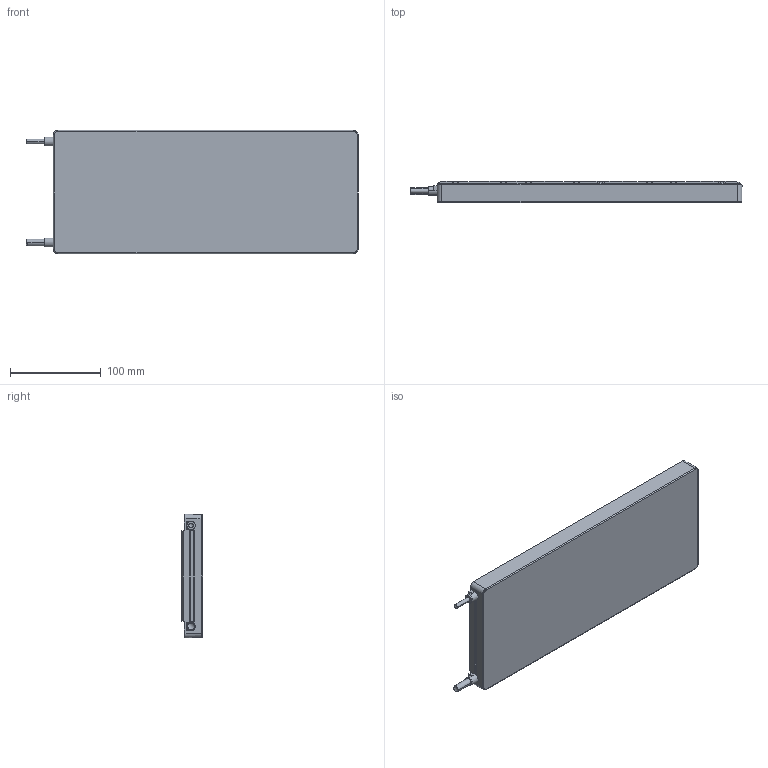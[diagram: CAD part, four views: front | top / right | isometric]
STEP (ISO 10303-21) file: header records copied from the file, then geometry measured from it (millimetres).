
FILE_DESCRIPTION((''),'2;1');
FILE_NAME('LMG20-100','2016-12-20T',('ch5526'),(''),'PRO/ENGINEER BY PARAMETRIC TECHNOLOGY CORPORATION, 2014000','PRO/ENGINEER BY PARAMETRIC TECHNOLOGY CORPORATION, 2014000','');
FILE_SCHEMA(('CONFIG_CONTROL_DESIGN'));
Length unit declared in the file: millimetre
Products named in the file (1): LMG20-100
Bounding box: 365 x 23.15 x 136 mm (x, y, z)
Volume: 1007748.9 mm3; surface area: 138380.9 mm2
Topology: 1 solids, 3 shells, 373 faces, 1071 edges, 696 vertices
Faces by surface type: plane 256, cylinder 113, torus 4
Entity records: 15167 total; most frequent: CARTESIAN_POINT 2531, ORIENTED_EDGE 2142, DIRECTION 1990, EDGE_CURVE 1071, VECTOR 814, LINE 814, VERTEX_POINT 696, AXIS2_PLACEMENT_3D 588
